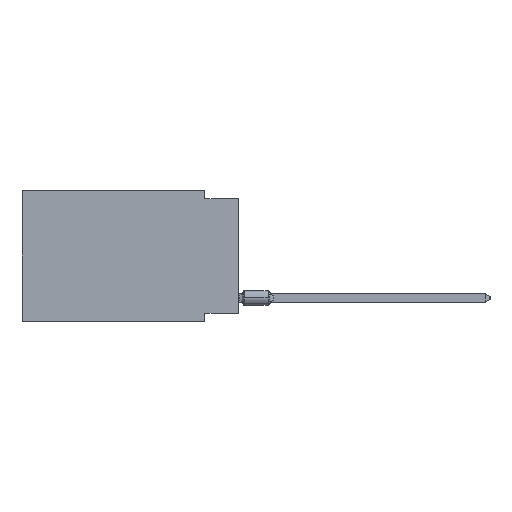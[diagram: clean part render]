
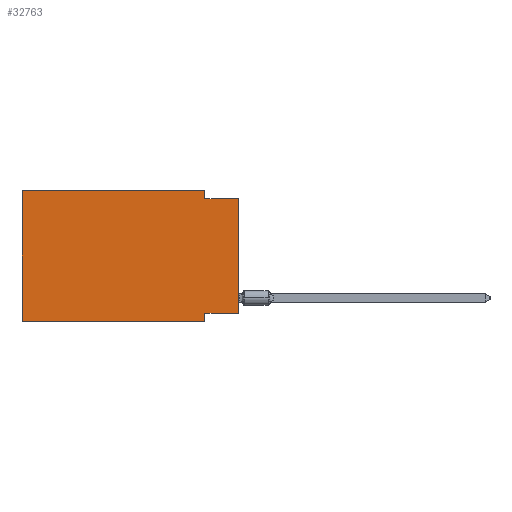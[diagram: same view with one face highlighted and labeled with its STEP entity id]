
A CAD part, left-side view. The second image highlights one B-rep face of the part: STEP entity #32763.
In plain terms, the highlighted planar face has unit normal (-1, 0, 0).
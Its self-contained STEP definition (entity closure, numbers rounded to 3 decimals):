
#2577 = EDGE_CURVE ( 'NONE', #82088, #42079, #46174, .T. ) ;
#2948 = VERTEX_POINT ( 'NONE', #38134 ) ;
#4049 = ORIENTED_EDGE ( 'NONE', *, *, #2577, .T. ) ;
#4472 = LINE ( 'NONE', #31220, #35091 ) ;
#5215 = CARTESIAN_POINT ( 'NONE',  ( 0., 16.383, 0. ) ) ;
#5855 = EDGE_CURVE ( 'NONE', #31090, #42079, #38069, .T. ) ;
#6072 = DIRECTION ( 'NONE',  ( 0., 0., -1. ) ) ;
#7196 = DIRECTION ( 'NONE',  ( 0., -1., 0. ) ) ;
#7552 = DIRECTION ( 'NONE',  ( 0., 0., -1. ) ) ;
#10626 = DIRECTION ( 'NONE',  ( 0., -1., 0. ) ) ;
#14503 = CARTESIAN_POINT ( 'NONE',  ( 0., 0., -9.271 ) ) ;
#14607 = CARTESIAN_POINT ( 'NONE',  ( 0., 0., -0.635 ) ) ;
#14925 = EDGE_CURVE ( 'NONE', #82088, #73869, #4472, .T. ) ;
#15614 = VECTOR ( 'NONE', #53563, 1000. ) ;
#18315 = VECTOR ( 'NONE', #50980, 1000. ) ;
#18952 = CARTESIAN_POINT ( 'NONE',  ( 0., 16.383, -9.906 ) ) ;
#20717 = ORIENTED_EDGE ( 'NONE', *, *, #5855, .F. ) ;
#21139 = EDGE_LOOP ( 'NONE', ( #58311, #31927, #78240, #33109, #42438, #4049, #20717, #27867 ) ) ;
#22052 = LINE ( 'NONE', #70739, #62077 ) ;
#22151 = LINE ( 'NONE', #24669, #18315 ) ;
#24669 = CARTESIAN_POINT ( 'NONE',  ( 0., 0., 0. ) ) ;
#27867 = ORIENTED_EDGE ( 'NONE', *, *, #44928, .F. ) ;
#28829 = EDGE_CURVE ( 'NONE', #73869, #33311, #22052, .T. ) ;
#30198 = DIRECTION ( 'NONE',  ( 0., 0., -1. ) ) ;
#31090 = VERTEX_POINT ( 'NONE', #44772 ) ;
#31220 = CARTESIAN_POINT ( 'NONE',  ( 0., 16.383, 0. ) ) ;
#31491 = CARTESIAN_POINT ( 'NONE',  ( 0., 2.54, -9.906 ) ) ;
#31927 = ORIENTED_EDGE ( 'NONE', *, *, #69522, .F. ) ;
#31959 = DIRECTION ( 'NONE',  ( 1., 0., 0. ) ) ;
#32170 = EDGE_CURVE ( 'NONE', #33311, #2948, #74662, .T. ) ;
#32763 = ADVANCED_FACE ( 'NONE', ( #38976 ), #71883, .F. ) ;
#33109 = ORIENTED_EDGE ( 'NONE', *, *, #28829, .F. ) ;
#33311 = VERTEX_POINT ( 'NONE', #67353 ) ;
#35091 = VECTOR ( 'NONE', #58009, 1000. ) ;
#38069 = LINE ( 'NONE', #31491, #72275 ) ;
#38134 = CARTESIAN_POINT ( 'NONE',  ( 0., 2.54, -0.635 ) ) ;
#38976 = FACE_OUTER_BOUND ( 'NONE', #21139, .T. ) ;
#39963 = DIRECTION ( 'NONE',  ( 0., 1., 0. ) ) ;
#40951 = CARTESIAN_POINT ( 'NONE',  ( 0., 0., -0.635 ) ) ;
#41603 = CARTESIAN_POINT ( 'NONE',  ( 0., 16.383, -9.906 ) ) ;
#42079 = VERTEX_POINT ( 'NONE', #61849 ) ;
#42438 = ORIENTED_EDGE ( 'NONE', *, *, #14925, .F. ) ;
#44772 = CARTESIAN_POINT ( 'NONE',  ( 0., 2.54, -9.271 ) ) ;
#44928 = EDGE_CURVE ( 'NONE', #50453, #31090, #53979, .T. ) ;
#46174 = LINE ( 'NONE', #18952, #15614 ) ;
#49793 = CARTESIAN_POINT ( 'NONE',  ( 0., 0., -9.271 ) ) ;
#50453 = VERTEX_POINT ( 'NONE', #49793 ) ;
#50980 = DIRECTION ( 'NONE',  ( 0., 0., 1. ) ) ;
#53563 = DIRECTION ( 'NONE',  ( 0., -1., 0. ) ) ;
#53979 = LINE ( 'NONE', #14503, #68428 ) ;
#58009 = DIRECTION ( 'NONE',  ( 0., 0., 1. ) ) ;
#58311 = ORIENTED_EDGE ( 'NONE', *, *, #77573, .T. ) ;
#61849 = CARTESIAN_POINT ( 'NONE',  ( 0., 2.54, -9.906 ) ) ;
#62077 = VECTOR ( 'NONE', #10626, 1000. ) ;
#65390 = VERTEX_POINT ( 'NONE', #14607 ) ;
#66464 = LINE ( 'NONE', #40951, #78071 ) ;
#67353 = CARTESIAN_POINT ( 'NONE',  ( 0., 2.54, 0. ) ) ;
#68092 = CARTESIAN_POINT ( 'NONE',  ( 0., 2.54, 0. ) ) ;
#68428 = VECTOR ( 'NONE', #39963, 1000. ) ;
#69183 = CARTESIAN_POINT ( 'NONE',  ( 0., 16.383, 0. ) ) ;
#69522 = EDGE_CURVE ( 'NONE', #2948, #65390, #66464, .T. ) ;
#70739 = CARTESIAN_POINT ( 'NONE',  ( 0., 16.383, 0. ) ) ;
#71883 = PLANE ( 'NONE',  #72901 ) ;
#72275 = VECTOR ( 'NONE', #30198, 1000. ) ;
#72901 = AXIS2_PLACEMENT_3D ( 'NONE', #5215, #31959, #6072 ) ;
#73869 = VERTEX_POINT ( 'NONE', #69183 ) ;
#74662 = LINE ( 'NONE', #68092, #85543 ) ;
#77573 = EDGE_CURVE ( 'NONE', #50453, #65390, #22151, .T. ) ;
#78071 = VECTOR ( 'NONE', #7196, 1000. ) ;
#78240 = ORIENTED_EDGE ( 'NONE', *, *, #32170, .F. ) ;
#82088 = VERTEX_POINT ( 'NONE', #41603 ) ;
#85543 = VECTOR ( 'NONE', #7552, 1000. ) ;
